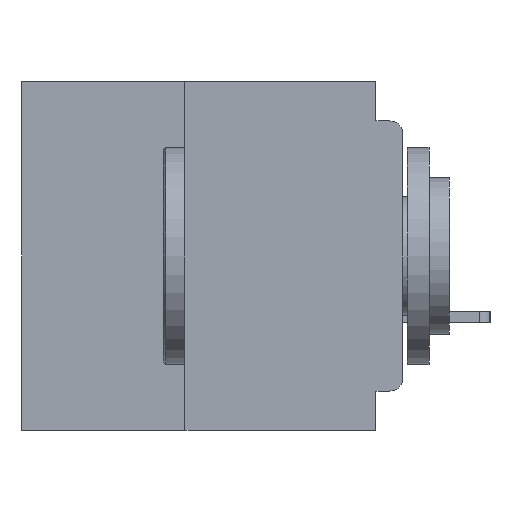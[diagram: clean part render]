
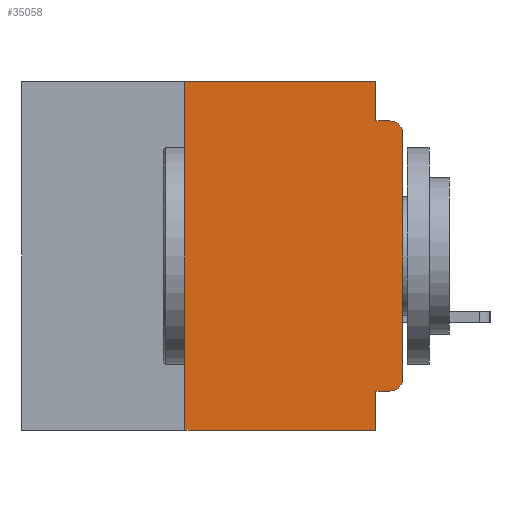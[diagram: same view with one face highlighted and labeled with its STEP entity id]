
A CAD part, left-side view. The second image highlights one B-rep face of the part: STEP entity #35058.
In plain terms, the highlighted planar face has unit normal (-1, 0, 0).
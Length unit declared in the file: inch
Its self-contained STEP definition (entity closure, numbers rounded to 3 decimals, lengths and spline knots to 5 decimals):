
#398 = ORIENTED_EDGE ( 'NONE', *, *, #53149, .F. ) ;
#1210 = LINE ( 'NONE', #25301, #37371 ) ;
#1703 = VECTOR ( 'NONE', #11713, 39.37008 ) ;
#1815 = AXIS2_PLACEMENT_3D ( 'NONE', #27343, #60104, #32020 ) ;
#2441 = CARTESIAN_POINT ( 'NONE',  ( 0., 0.015, -0.355 ) ) ;
#4636 = LINE ( 'NONE', #39995, #1703 ) ;
#5089 = ORIENTED_EDGE ( 'NONE', *, *, #12218, .F. ) ;
#5514 = CARTESIAN_POINT ( 'NONE',  ( 0., 0.031, -0.045 ) ) ;
#6968 = VECTOR ( 'NONE', #31695, 39.37008 ) ;
#8456 = LINE ( 'NONE', #40979, #6968 ) ;
#9938 = FACE_OUTER_BOUND ( 'NONE', #23582, .T. ) ;
#10313 = LINE ( 'NONE', #16067, #35423 ) ;
#10385 = EDGE_CURVE ( 'NONE', #52120, #46190, #10313, .T. ) ;
#11713 = DIRECTION ( 'NONE',  ( 0., 0., 1. ) ) ;
#12218 = EDGE_CURVE ( 'NONE', #41252, #58069, #1210, .T. ) ;
#12693 = VECTOR ( 'NONE', #45405, 39.37008 ) ;
#13404 = LINE ( 'NONE', #27038, #24562 ) ;
#13980 = ORIENTED_EDGE ( 'NONE', *, *, #20855, .F. ) ;
#15403 = EDGE_CURVE ( 'NONE', #17502, #46190, #38932, .T. ) ;
#15579 = PLANE ( 'NONE',  #25750 ) ;
#16067 = CARTESIAN_POINT ( 'NONE',  ( 0., 0., -0.045 ) ) ;
#16993 = EDGE_CURVE ( 'NONE', #41252, #30606, #8456, .T. ) ;
#17382 = CARTESIAN_POINT ( 'NONE',  ( 0., 0.25, 0. ) ) ;
#17502 = VERTEX_POINT ( 'NONE', #40293 ) ;
#17767 = CARTESIAN_POINT ( 'NONE',  ( 0., 0., -0.355 ) ) ;
#18356 = EDGE_CURVE ( 'NONE', #34644, #30606, #13404, .T. ) ;
#18621 = ORIENTED_EDGE ( 'NONE', *, *, #29065, .F. ) ;
#20354 = DIRECTION ( 'NONE',  ( 1., 0., 0. ) ) ;
#20855 = EDGE_CURVE ( 'NONE', #58069, #57145, #39790, .T. ) ;
#23582 = EDGE_LOOP ( 'NONE', ( #36363, #53114, #58585, #18621, #13980, #5089, #36254, #53729, #398, #28777 ) ) ;
#24562 = VECTOR ( 'NONE', #59810, 39.37008 ) ;
#24725 = CARTESIAN_POINT ( 'NONE',  ( 0., 0.015, -0.06 ) ) ;
#25301 = CARTESIAN_POINT ( 'NONE',  ( 0., 0.25, -0.4 ) ) ;
#25750 = AXIS2_PLACEMENT_3D ( 'NONE', #48494, #20354, #53214 ) ;
#27038 = CARTESIAN_POINT ( 'NONE',  ( 0., 0.031, -0.4 ) ) ;
#27180 = LINE ( 'NONE', #17767, #52104 ) ;
#27343 = CARTESIAN_POINT ( 'NONE',  ( 0., 0.015, -0.34 ) ) ;
#28777 = ORIENTED_EDGE ( 'NONE', *, *, #48487, .T. ) ;
#29048 = VERTEX_POINT ( 'NONE', #49886 ) ;
#29065 = EDGE_CURVE ( 'NONE', #57145, #52120, #34874, .T. ) ;
#29428 = DIRECTION ( 'NONE',  ( 0., 0., -1. ) ) ;
#30606 = VERTEX_POINT ( 'NONE', #35532 ) ;
#31695 = DIRECTION ( 'NONE',  ( 0., -1., 0. ) ) ;
#32020 = DIRECTION ( 'NONE',  ( 0., 0., -1. ) ) ;
#34325 = DIRECTION ( 'NONE',  ( 0., -1., 0. ) ) ;
#34644 = VERTEX_POINT ( 'NONE', #48577 ) ;
#34874 = LINE ( 'NONE', #40726, #12693 ) ;
#35058 = ADVANCED_FACE ( 'NONE', ( #9938 ), #15579, .F. ) ;
#35423 = VECTOR ( 'NONE', #44278, 39.37008 ) ;
#35532 = CARTESIAN_POINT ( 'NONE',  ( 0., 0.031, -0.4 ) ) ;
#36254 = ORIENTED_EDGE ( 'NONE', *, *, #16993, .T. ) ;
#36303 = EDGE_CURVE ( 'NONE', #29048, #17502, #4636, .T. ) ;
#36363 = ORIENTED_EDGE ( 'NONE', *, *, #36303, .T. ) ;
#37371 = VECTOR ( 'NONE', #58088, 39.37008 ) ;
#38932 = CIRCLE ( 'NONE', #40911, 0.015 ) ;
#39790 = LINE ( 'NONE', #57881, #49249 ) ;
#39995 = CARTESIAN_POINT ( 'NONE',  ( 0., 0., 0. ) ) ;
#40293 = CARTESIAN_POINT ( 'NONE',  ( 0., 0., -0.06 ) ) ;
#40726 = CARTESIAN_POINT ( 'NONE',  ( 0., 0.031, 0. ) ) ;
#40911 = AXIS2_PLACEMENT_3D ( 'NONE', #24725, #57521, #29428 ) ;
#40979 = CARTESIAN_POINT ( 'NONE',  ( 0., 0.437, -0.4 ) ) ;
#41252 = VERTEX_POINT ( 'NONE', #61001 ) ;
#42377 = CIRCLE ( 'NONE', #1815, 0.015 ) ;
#44278 = DIRECTION ( 'NONE',  ( 0., -1., 0. ) ) ;
#45405 = DIRECTION ( 'NONE',  ( 0., 0., -1. ) ) ;
#46190 = VERTEX_POINT ( 'NONE', #60563 ) ;
#48487 = EDGE_CURVE ( 'NONE', #51541, #29048, #42377, .T. ) ;
#48494 = CARTESIAN_POINT ( 'NONE',  ( 0., 0.437, 0. ) ) ;
#48577 = CARTESIAN_POINT ( 'NONE',  ( 0., 0.031, -0.355 ) ) ;
#49249 = VECTOR ( 'NONE', #34325, 39.37008 ) ;
#49886 = CARTESIAN_POINT ( 'NONE',  ( 0., 0., -0.34 ) ) ;
#50631 = DIRECTION ( 'NONE',  ( 0., 1., 0. ) ) ;
#51541 = VERTEX_POINT ( 'NONE', #2441 ) ;
#52104 = VECTOR ( 'NONE', #50631, 39.37008 ) ;
#52120 = VERTEX_POINT ( 'NONE', #5514 ) ;
#53114 = ORIENTED_EDGE ( 'NONE', *, *, #15403, .T. ) ;
#53149 = EDGE_CURVE ( 'NONE', #51541, #34644, #27180, .T. ) ;
#53214 = DIRECTION ( 'NONE',  ( 0., 0., -1. ) ) ;
#53729 = ORIENTED_EDGE ( 'NONE', *, *, #18356, .F. ) ;
#57145 = VERTEX_POINT ( 'NONE', #58217 ) ;
#57521 = DIRECTION ( 'NONE',  ( -1., 0., 0. ) ) ;
#57881 = CARTESIAN_POINT ( 'NONE',  ( 0., 0.437, 0. ) ) ;
#58069 = VERTEX_POINT ( 'NONE', #17382 ) ;
#58088 = DIRECTION ( 'NONE',  ( 0., 0., 1. ) ) ;
#58217 = CARTESIAN_POINT ( 'NONE',  ( 0., 0.031, 0. ) ) ;
#58585 = ORIENTED_EDGE ( 'NONE', *, *, #10385, .F. ) ;
#59810 = DIRECTION ( 'NONE',  ( 0., 0., -1. ) ) ;
#60104 = DIRECTION ( 'NONE',  ( -1., 0., 0. ) ) ;
#60563 = CARTESIAN_POINT ( 'NONE',  ( 0., 0.015, -0.045 ) ) ;
#61001 = CARTESIAN_POINT ( 'NONE',  ( 0., 0.25, -0.4 ) ) ;
